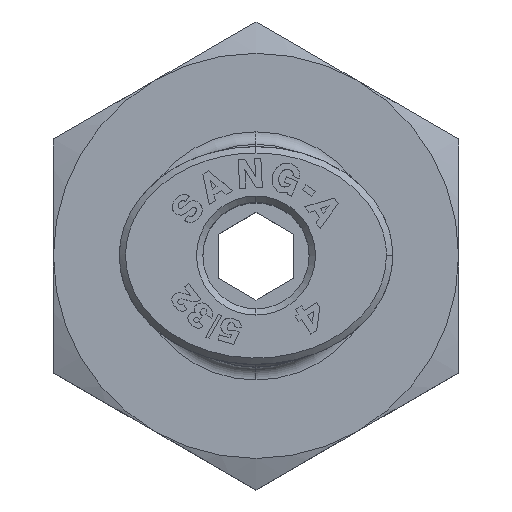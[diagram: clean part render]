
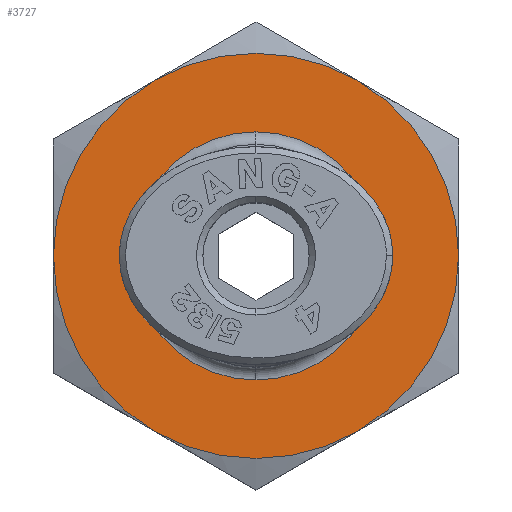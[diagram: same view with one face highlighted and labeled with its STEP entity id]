
A CAD part, top view. The second image highlights one B-rep face of the part: STEP entity #3727.
In plain terms, the highlighted planar face has unit normal (0, 0, 1).
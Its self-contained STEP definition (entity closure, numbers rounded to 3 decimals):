
#51=FACE_BOUND('',#927,.F.);
#83=PLANE('',#8373);
#500=FACE_OUTER_BOUND('',#928,.F.);
#927=EDGE_LOOP('',(#1511,#1512));
#928=EDGE_LOOP('',(#1513,#1514,#1515,#1516,#1517,#1518));
#1511=ORIENTED_EDGE('',*,*,#6312,.T.);
#1512=ORIENTED_EDGE('',*,*,#6311,.T.);
#1513=ORIENTED_EDGE('',*,*,#7389,.F.);
#1514=ORIENTED_EDGE('',*,*,#7390,.F.);
#1515=ORIENTED_EDGE('',*,*,#6302,.F.);
#1516=ORIENTED_EDGE('',*,*,#7391,.F.);
#1517=ORIENTED_EDGE('',*,*,#7392,.F.);
#1518=ORIENTED_EDGE('',*,*,#6298,.F.);
#3727=ADVANCED_FACE('',(#51,#500),#83,.T.);
#6230=CIRCLE('',#8284,8.);
#6231=CIRCLE('',#8285,8.);
#6236=CIRCLE('',#8290,4.9);
#6237=CIRCLE('',#8291,4.9);
#6273=CIRCLE('',#8327,8.);
#6274=CIRCLE('',#8328,8.);
#6275=CIRCLE('',#8329,8.);
#6276=CIRCLE('',#8330,8.);
#6298=EDGE_CURVE('',#8225,#8224,#6230,.T.);
#6302=EDGE_CURVE('',#8221,#8223,#6231,.T.);
#6311=EDGE_CURVE('',#8212,#8211,#6236,.T.);
#6312=EDGE_CURVE('',#8211,#8212,#6237,.T.);
#7389=EDGE_CURVE('',#7481,#8225,#6273,.T.);
#7390=EDGE_CURVE('',#8223,#7481,#6274,.T.);
#7391=EDGE_CURVE('',#7480,#8221,#6275,.T.);
#7392=EDGE_CURVE('',#8224,#7480,#6276,.T.);
#7480=VERTEX_POINT('',#10661);
#7481=VERTEX_POINT('',#10662);
#8211=VERTEX_POINT('',#11392);
#8212=VERTEX_POINT('',#11393);
#8221=VERTEX_POINT('',#11402);
#8223=VERTEX_POINT('',#11404);
#8224=VERTEX_POINT('',#11405);
#8225=VERTEX_POINT('',#11406);
#8284=AXIS2_PLACEMENT_3D('',#11441,#8764,#8765);
#8285=AXIS2_PLACEMENT_3D('',#11457,#8766,#8767);
#8290=AXIS2_PLACEMENT_3D('',#11482,#8776,#8777);
#8291=AXIS2_PLACEMENT_3D('',#11483,#8778,#8779);
#8327=AXIS2_PLACEMENT_3D('',#13259,#9786,#9787);
#8328=AXIS2_PLACEMENT_3D('',#13260,#9788,#9789);
#8329=AXIS2_PLACEMENT_3D('',#13261,#9790,#9791);
#8330=AXIS2_PLACEMENT_3D('',#13262,#9792,#9793);
#8373=AXIS2_PLACEMENT_3D('',#13756,#9923,#9924);
#8764=DIRECTION('',(0.,0.,1.));
#8765=DIRECTION('',(0.5,0.866,0.));
#8766=DIRECTION('',(0.,0.,1.));
#8767=DIRECTION('',(-0.5,-0.866,0.));
#8776=DIRECTION('',(0.,0.,1.));
#8777=DIRECTION('',(0.,-1.,0.));
#8778=DIRECTION('',(0.,0.,1.));
#8779=DIRECTION('',(0.,1.,0.));
#9786=DIRECTION('',(0.,0.,1.));
#9787=DIRECTION('',(1.,0.,0.));
#9788=DIRECTION('',(0.,0.,1.));
#9789=DIRECTION('',(0.5,-0.866,0.));
#9790=DIRECTION('',(0.,0.,1.));
#9791=DIRECTION('',(-1.,0.,0.));
#9792=DIRECTION('',(0.,0.,1.));
#9793=DIRECTION('',(-0.5,0.866,0.));
#9923=DIRECTION('',(0.,0.,1.));
#9924=DIRECTION('',(0.,1.,0.));
#10661=CARTESIAN_POINT('',(14.995,0.,7.504));
#10662=CARTESIAN_POINT('',(30.995,0.,7.504));
#11392=CARTESIAN_POINT('',(22.995,4.9,7.504));
#11393=CARTESIAN_POINT('',(22.995,-4.9,7.504));
#11402=CARTESIAN_POINT('',(18.995,-6.928,7.504));
#11404=CARTESIAN_POINT('',(26.995,-6.928,7.504));
#11405=CARTESIAN_POINT('',(18.995,6.928,7.504));
#11406=CARTESIAN_POINT('',(26.995,6.928,7.504));
#11441=CARTESIAN_POINT('',(22.995,0.,7.504));
#11457=CARTESIAN_POINT('',(22.995,0.,7.504));
#11482=CARTESIAN_POINT('',(22.995,0.,7.504));
#11483=CARTESIAN_POINT('',(22.995,0.,7.504));
#13259=CARTESIAN_POINT('',(22.995,0.,7.504));
#13260=CARTESIAN_POINT('',(22.995,0.,7.504));
#13261=CARTESIAN_POINT('',(22.995,0.,7.504));
#13262=CARTESIAN_POINT('',(22.995,0.,7.504));
#13756=CARTESIAN_POINT('',(31.795,-8.756,7.504));
